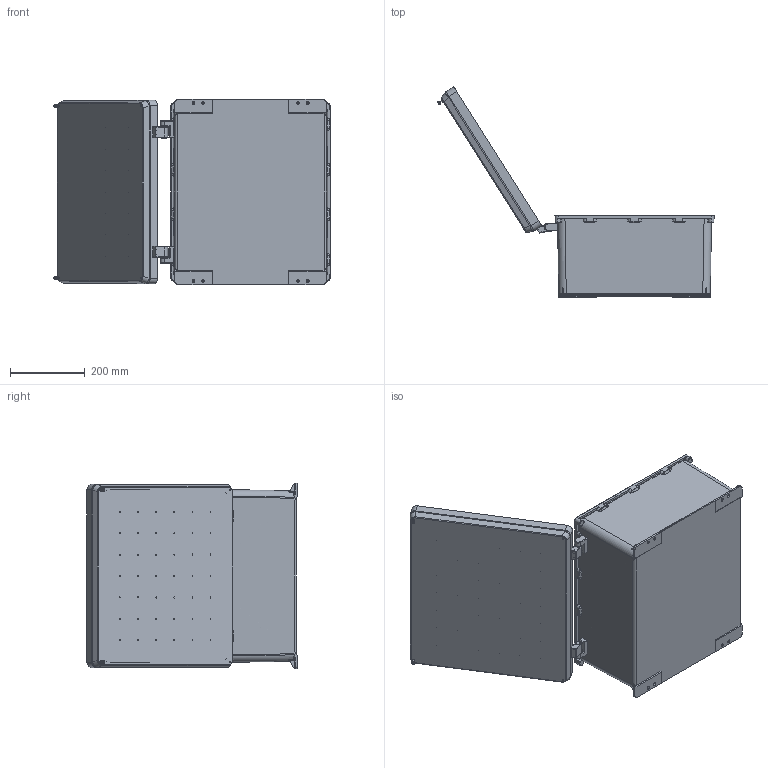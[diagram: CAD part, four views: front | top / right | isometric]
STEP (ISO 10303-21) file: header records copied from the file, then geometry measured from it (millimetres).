
FILE_DESCRIPTION (( 'STEP AP214' ), '1' );
FILE_NAME ('NBN181608.STEP', '2018-02-26T15:40:34', ( '' ), ( '' ), 'SwSTEP 2.0', 'SolidWorks 2017', '' );
FILE_SCHEMA (( 'AUTOMOTIVE_DESIGN' ));
Length unit declared in the file: inch
Products named in the file (9): 10-32 NEMA PLATE SCREW; NBN_LidScrew; NBN_Hinge_Plug; NBN_Hinge_2; NBN_Hinge_1; XCT-0011; NBN181608-Lid; NBN181608-Box; NBN181608
Assembly tree (19 placements, depth 2):
  NBN181608
    NBN181608-Box
    NBN181608-Lid
    XCT-0011
    NBN_Hinge_1  x2
    NBN_Hinge_2  x2
    NBN_Hinge_Plug  x2
    NBN_LidScrew  x2
    10-32 NEMA PLATE SCREW  x8
Bounding box: 738.42 x 561.88 x 495 mm (x, y, z)
Volume: 3116489.6 mm3; surface area: 1783725.6 mm2
Topology: 19 solids, 19 shells, 1324 faces, 3152 edges, 1908 vertices
Faces by surface type: plane 473, cylinder 387, cone 210, bspline 172, torus 68, sphere 14
Full cylindrical faces by diameter (mm): 3.861 x8, 4.216 x2, 5.7 x2, 6.147 x12, 6.24 x4, 6.5 x4, 7.5 x4, 8 x8, 9.296 x8, 10.922 x2, 12.027 x2, 12.446 x2, 12.497 x2, 13.208 x2
Entity records: 34831 total; most frequent: CARTESIAN_POINT 14521, ORIENTED_EDGE 4166, DIRECTION 3475, EDGE_CURVE 2083, VERTEX_POINT 1332, AXIS2_PLACEMENT_3D 1270, EDGE_LOOP 1157, FACE_OUTER_BOUND 1002
